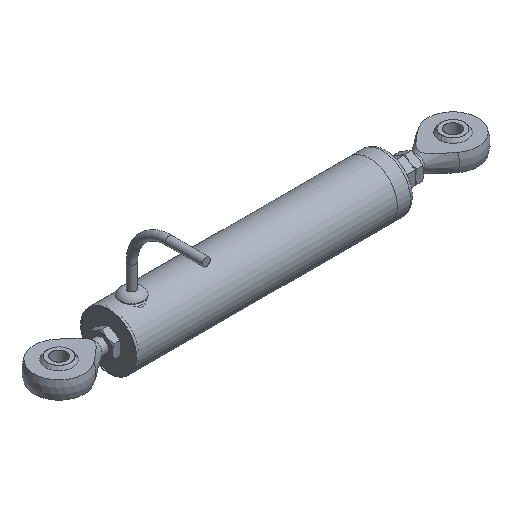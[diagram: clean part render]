
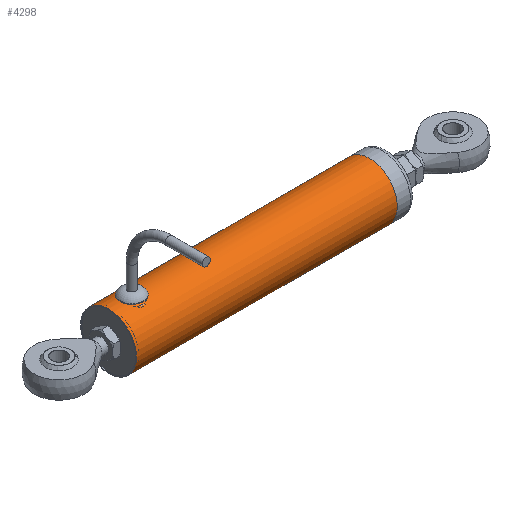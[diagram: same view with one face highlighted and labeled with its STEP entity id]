
A CAD part, isometric view. The second image highlights one B-rep face of the part: STEP entity #4298.
In plain terms, the highlighted cylindrical face has radius 9.525 mm (diameter 19.05 mm), a full revolution.
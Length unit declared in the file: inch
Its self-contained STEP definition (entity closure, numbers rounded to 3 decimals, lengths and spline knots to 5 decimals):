
#12 = VERTEX_POINT ( 'NONE', #406 ) ;
#29 = CARTESIAN_POINT ( 'NONE',  ( 0.32445, 0.09337, 0.36319 ) ) ;
#52 = CARTESIAN_POINT ( 'NONE',  ( 0.35942, -0.08209, 0.36594 ) ) ;
#53 = B_SPLINE_CURVE_WITH_KNOTS ( 'NONE', 3,
 ( #3418, #1619, #1596, #3919, #3938, #2752, #829, #3112, #3156, #3528, #492, #1968, #2343, #99, #29, #1176, #2011, #4280, #3888, #783, #1571, #3551, #4308, #4636, #1551, #1249, #124, #2707, #2777, #805, #3509, #877, #1224, #4238, #1276, #2398, #52, #1944, #474, #79, #1992, #1641, #1204, #2729, #3182, #3134, #4658, #1924, #4709, #4211, #2294, #3836, #401, #3461, #3083, #4612 ),
 .UNSPECIFIED., .T., .F.,
 ( 4, 2, 2, 2, 2, 2, 2, 2, 2, 2, 2, 2, 2, 2, 2, 2, 2, 2, 2, 2, 2, 2, 2, 2, 2, 2, 2, 4 ),
 ( 0., 0.00047, 0.00094, 0.00188, 0.00282, 0.00329, 0.00376, 0.00423, 0.0047, 0.00517, 0.00565, 0.00612, 0.00659, 0.00753, 0.008, 0.00847, 0.00894, 0.00941, 0.01035, 0.01082, 0.01129, 0.01176, 0.01223, 0.01317, 0.01364, 0.01411, 0.01458, 0.01505 ),
 .UNSPECIFIED. ) ;
#79 = CARTESIAN_POINT ( 'NONE',  ( 0.32436, -0.09339, 0.36319 ) ) ;
#99 = CARTESIAN_POINT ( 'NONE',  ( 0.31825, 0.094, 0.36303 ) ) ;
#124 = CARTESIAN_POINT ( 'NONE',  ( 0.406, 0.01226, 0.375 ) ) ;
#401 = CARTESIAN_POINT ( 'NONE',  ( 0.22102, -0.02442, 0.37425 ) ) ;
#406 = CARTESIAN_POINT ( 'NONE',  ( 3.5, 0., 0.375 ) ) ;
#411 = CYLINDRICAL_SURFACE ( 'NONE', #4543, 0.375 ) ;
#471 = EDGE_LOOP ( 'NONE', ( #4653 ) ) ;
#474 = CARTESIAN_POINT ( 'NONE',  ( 0.33644, -0.09098, 0.3638 ) ) ;
#492 = CARTESIAN_POINT ( 'NONE',  ( 0.28765, 0.091, 0.36379 ) ) ;
#723 = EDGE_LOOP ( 'NONE', ( #2985 ) ) ;
#760 = AXIS2_PLACEMENT_3D ( 'NONE', #4000, #2789, #4363 ) ;
#771 = DIRECTION ( 'NONE',  ( -1., 0., 0. ) ) ;
#783 = CARTESIAN_POINT ( 'NONE',  ( 0.36937, 0.07471, 0.3675 ) ) ;
#784 = EDGE_CURVE ( 'NONE', #1915, #1915, #4676, .T. ) ;
#805 = CARTESIAN_POINT ( 'NONE',  ( 0.40295, -0.02453, 0.37425 ) ) ;
#829 = CARTESIAN_POINT ( 'NONE',  ( 0.23694, 0.05789, 0.37061 ) ) ;
#877 = CARTESIAN_POINT ( 'NONE',  ( 0.39645, -0.04174, 0.37271 ) ) ;
#937 = CARTESIAN_POINT ( 'NONE',  ( 0.218, 0., 0.375 ) ) ;
#1176 = CARTESIAN_POINT ( 'NONE',  ( 0.33648, 0.09096, 0.3638 ) ) ;
#1204 = CARTESIAN_POINT ( 'NONE',  ( 0.29967, -0.09339, 0.36319 ) ) ;
#1224 = CARTESIAN_POINT ( 'NONE',  ( 0.3935, -0.04724, 0.37205 ) ) ;
#1238 = CARTESIAN_POINT ( 'NONE',  ( 0., 0., 0.375 ) ) ;
#1249 = CARTESIAN_POINT ( 'NONE',  ( 0.40353, 0.02468, 0.37436 ) ) ;
#1276 = CARTESIAN_POINT ( 'NONE',  ( 0.38282, -0.06212, 0.36985 ) ) ;
#1447 = EDGE_LOOP ( 'NONE', ( #2806 ) ) ;
#1551 = CARTESIAN_POINT ( 'NONE',  ( 0.39648, 0.04167, 0.37272 ) ) ;
#1571 = CARTESIAN_POINT ( 'NONE',  ( 0.37418, 0.07076, 0.36829 ) ) ;
#1596 = CARTESIAN_POINT ( 'NONE',  ( 0.21861, 0.01238, 0.37484 ) ) ;
#1619 = CARTESIAN_POINT ( 'NONE',  ( 0.218, 0.00623, 0.375 ) ) ;
#1641 = CARTESIAN_POINT ( 'NONE',  ( 0.30579, -0.094, 0.36303 ) ) ;
#1912 = FACE_OUTER_BOUND ( 'NONE', #1447, .T. ) ;
#1915 = VERTEX_POINT ( 'NONE', #1238 ) ;
#1924 = CARTESIAN_POINT ( 'NONE',  ( 0.24123, -0.06217, 0.36984 ) ) ;
#1933 = CARTESIAN_POINT ( 'NONE',  ( -0.30158, 0., 0. ) ) ;
#1944 = CARTESIAN_POINT ( 'NONE',  ( 0.34231, -0.08919, 0.36425 ) ) ;
#1968 = CARTESIAN_POINT ( 'NONE',  ( 0.29973, 0.0934, 0.36318 ) ) ;
#1992 = CARTESIAN_POINT ( 'NONE',  ( 0.3181, -0.094, 0.36303 ) ) ;
#2011 = CARTESIAN_POINT ( 'NONE',  ( 0.3424, 0.08916, 0.36425 ) ) ;
#2017 = EDGE_CURVE ( 'NONE', #2462, #2462, #53, .T. ) ;
#2194 = CARTESIAN_POINT ( 'NONE',  ( 3.5, 0., 0. ) ) ;
#2294 = CARTESIAN_POINT ( 'NONE',  ( 0.22757, -0.04177, 0.37271 ) ) ;
#2343 = CARTESIAN_POINT ( 'NONE',  ( 0.30584, 0.094, 0.36303 ) ) ;
#2385 = FACE_BOUND ( 'NONE', #723, .T. ) ;
#2398 = CARTESIAN_POINT ( 'NONE',  ( 0.36976, -0.07518, 0.36749 ) ) ;
#2462 = VERTEX_POINT ( 'NONE', #937 ) ;
#2558 = DIRECTION ( 'NONE',  ( 0., 0., 1. ) ) ;
#2707 = CARTESIAN_POINT ( 'NONE',  ( 0.406, -0.00618, 0.375 ) ) ;
#2729 = CARTESIAN_POINT ( 'NONE',  ( 0.28753, -0.09097, 0.3638 ) ) ;
#2752 = CARTESIAN_POINT ( 'NONE',  ( 0.22994, 0.04746, 0.37216 ) ) ;
#2777 = CARTESIAN_POINT ( 'NONE',  ( 0.40538, -0.01242, 0.37484 ) ) ;
#2789 = DIRECTION ( 'NONE',  ( 1., 0., 0. ) ) ;
#2806 = ORIENTED_EDGE ( 'NONE', *, *, #4452, .T. ) ;
#2985 = ORIENTED_EDGE ( 'NONE', *, *, #2017, .T. ) ;
#3083 = CARTESIAN_POINT ( 'NONE',  ( 0.218, -0.00624, 0.375 ) ) ;
#3112 = CARTESIAN_POINT ( 'NONE',  ( 0.25421, 0.07513, 0.3675 ) ) ;
#3134 = CARTESIAN_POINT ( 'NONE',  ( 0.26463, -0.08211, 0.36593 ) ) ;
#3156 = CARTESIAN_POINT ( 'NONE',  ( 0.26464, 0.08212, 0.36593 ) ) ;
#3182 = CARTESIAN_POINT ( 'NONE',  ( 0.28158, -0.08915, 0.36426 ) ) ;
#3418 = CARTESIAN_POINT ( 'NONE',  ( 0.218, 0., 0.375 ) ) ;
#3461 = CARTESIAN_POINT ( 'NONE',  ( 0.21862, -0.01237, 0.37484 ) ) ;
#3509 = CARTESIAN_POINT ( 'NONE',  ( 0.40116, -0.03039, 0.37381 ) ) ;
#3528 = CARTESIAN_POINT ( 'NONE',  ( 0.28165, 0.08918, 0.36425 ) ) ;
#3551 = CARTESIAN_POINT ( 'NONE',  ( 0.38284, 0.06209, 0.36985 ) ) ;
#3663 = CIRCLE ( 'NONE', #4299, 0.375 ) ;
#3836 = CARTESIAN_POINT ( 'NONE',  ( 0.22284, -0.0304, 0.37381 ) ) ;
#3873 = FACE_OUTER_BOUND ( 'NONE', #471, .T. ) ;
#3888 = CARTESIAN_POINT ( 'NONE',  ( 0.35922, 0.08151, 0.36605 ) ) ;
#3919 = CARTESIAN_POINT ( 'NONE',  ( 0.22104, 0.02449, 0.37425 ) ) ;
#3938 = CARTESIAN_POINT ( 'NONE',  ( 0.22287, 0.03048, 0.3738 ) ) ;
#4000 = CARTESIAN_POINT ( 'NONE',  ( 0., 0., 0. ) ) ;
#4211 = CARTESIAN_POINT ( 'NONE',  ( 0.23046, -0.04716, 0.37206 ) ) ;
#4238 = CARTESIAN_POINT ( 'NONE',  ( 0.38669, -0.0574, 0.37062 ) ) ;
#4280 = CARTESIAN_POINT ( 'NONE',  ( 0.35383, 0.08441, 0.36539 ) ) ;
#4298 = ADVANCED_FACE ( 'NONE', ( #3873, #2385, #1912 ), #411, .T. ) ;
#4299 = AXIS2_PLACEMENT_3D ( 'NONE', #2194, #4438, #2558 ) ;
#4308 = CARTESIAN_POINT ( 'NONE',  ( 0.38671, 0.05737, 0.37062 ) ) ;
#4363 = DIRECTION ( 'NONE',  ( 0., 0., 1. ) ) ;
#4438 = DIRECTION ( 'NONE',  ( -1., 0., 0. ) ) ;
#4452 = EDGE_CURVE ( 'NONE', #12, #12, #3663, .T. ) ;
#4543 = AXIS2_PLACEMENT_3D ( 'NONE', #1933, #771, #4576 ) ;
#4576 = DIRECTION ( 'NONE',  ( 0., 0., 1. ) ) ;
#4612 = CARTESIAN_POINT ( 'NONE',  ( 0.218, 0., 0.375 ) ) ;
#4636 = CARTESIAN_POINT ( 'NONE',  ( 0.39354, 0.04717, 0.37206 ) ) ;
#4653 = ORIENTED_EDGE ( 'NONE', *, *, #784, .T. ) ;
#4658 = CARTESIAN_POINT ( 'NONE',  ( 0.25418, -0.07512, 0.3675 ) ) ;
#4676 = CIRCLE ( 'NONE', #760, 0.375 ) ;
#4709 = CARTESIAN_POINT ( 'NONE',  ( 0.23728, -0.05736, 0.37062 ) ) ;
